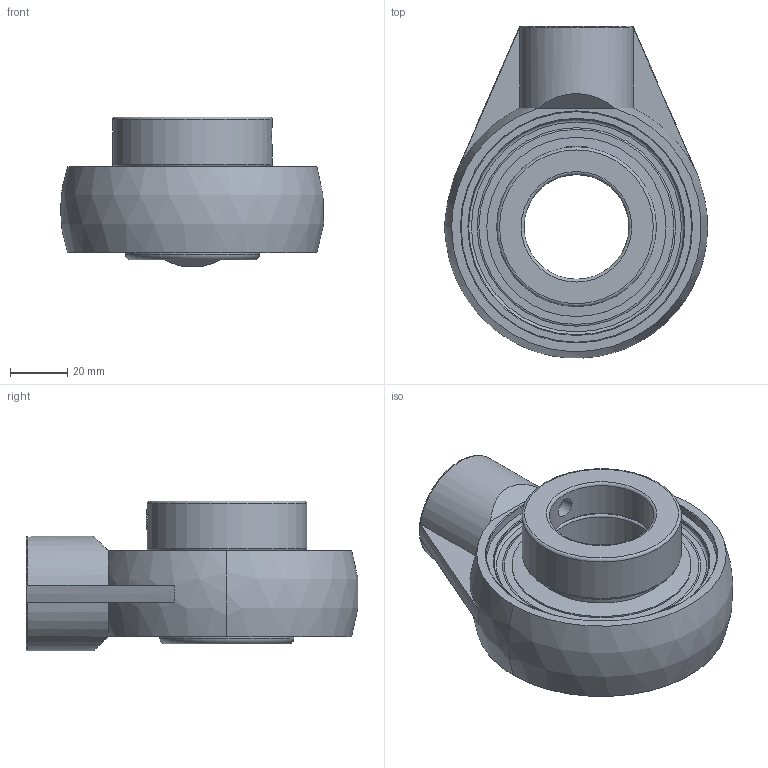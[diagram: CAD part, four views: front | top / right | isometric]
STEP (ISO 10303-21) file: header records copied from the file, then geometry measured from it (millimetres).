
FILE_DESCRIPTION(('HOOPS Exchange Step'),'2;1');
FILE_NAME('export-D49ADF75-7096-4FF4-985E-60915794357E.stp','2020-05-20T07:59:04-07:00',('dkerr'),('Alibre'),'HOOPS Exchange 2020.0','Alibre','Unknown authorisation');
FILE_SCHEMA( ('AP242_MANAGED_MODEL_BASED_3D_ENGINEERING_MIM_LF {1 0 10303 442 1 1 4 }') );
Length unit declared in the file: inch
Products named in the file (8): MRN SHAM L4L 207; SNC 207 (Shield); SNC 207 (Ball Bearing); SNC 207 (Setscrew); SNC 207-23 L4L (1.4375inch) (Race); SNC 207-23 (Collar); MRN SNC 207-23 L4L (1.4375inch); MRN SNCSHAM 207-23 L4L (1.4375inch)
Assembly tree (8 placements, depth 3):
  MRN SNCSHAM 207-23 L4L (1.4375inch)
    MRN SHAM L4L 207
    MRN SNC 207-23 L4L (1.4375inch)
      SNC 207 (Shield)  x2
      SNC 207 (Ball Bearing)
      SNC 207 (Setscrew)
      SNC 207-23 L4L (1.4375inch) (Race)
      SNC 207-23 (Collar)
Bounding box: 91.71 x 115.66 x 52.26 mm (x, y, z)
Volume: 168090.1 mm3; surface area: 65321.6 mm2
Topology: 16 solids, 16 shells, 134 faces, 369 edges, 246 vertices
Faces by surface type: plane 44, cylinder 36, sphere 18, torus 17, cone 15, bspline 4
Full cylindrical faces by diameter (mm): 6.782 x3, 19.05 x1, 36.512 x2, 44.196 x2, 46.672 x2, 46.736 x2, 47.752 x2, 55.601 x1, 59.006 x2, 62.484 x2, 75.166 x2, 80.35 x1
Entity records: 6334 total; most frequent: CARTESIAN_POINT 2824, DIRECTION 777, ORIENTED_EDGE 646, AXIS2_PLACEMENT_3D 344, EDGE_CURVE 323, VERTEX_POINT 232, CIRCLE 195, EDGE_LOOP 145
